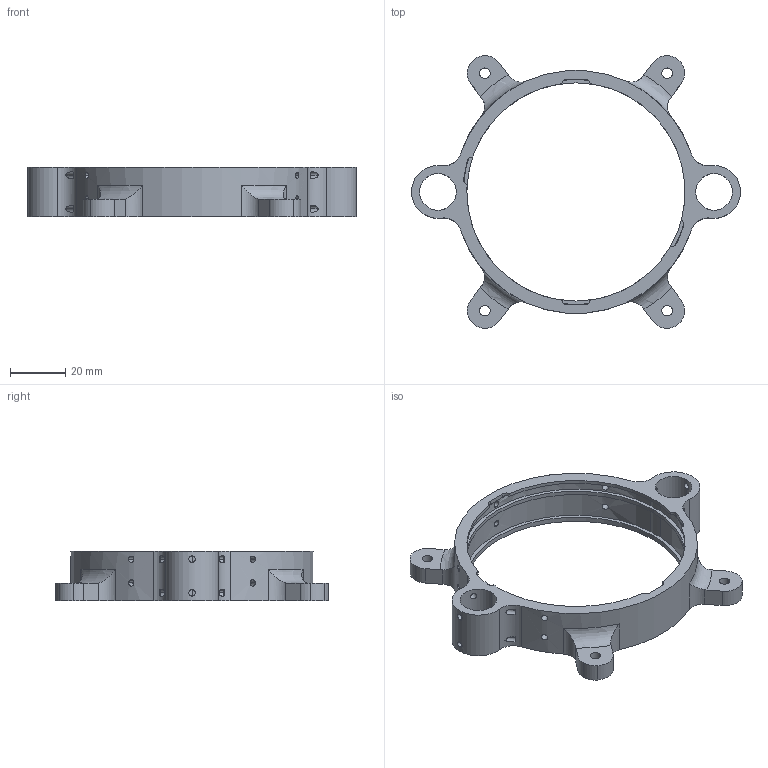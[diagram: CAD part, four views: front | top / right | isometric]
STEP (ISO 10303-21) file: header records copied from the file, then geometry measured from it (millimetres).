
FILE_DESCRIPTION (( 'STEP AP214' ), '1' );
FILE_NAME ('P-800139-44-091019-Motor-Mount.STEP', '2024-03-07T19:42:09', ( '' ), ( '' ), 'SwSTEP 2.0', 'SolidWorks 2023', '' );
FILE_SCHEMA (( 'AUTOMOTIVE_DESIGN' ));
Length unit declared in the file: inch
Products named in the file (1): P-800139-44-091019-Motor-Mount
Bounding box: 118.62 x 98.33 x 18 mm (x, y, z)
Volume: 26167.5 mm3; surface area: 18693 mm2
Topology: 1 solids, 1 shells, 158 faces, 461 edges, 302 vertices
Faces by surface type: cylinder 113, plane 41, torus 4
Entity records: 6830 total; most frequent: CARTESIAN_POINT 2548, ORIENTED_EDGE 922, DIRECTION 849, EDGE_CURVE 461, AXIS2_PLACEMENT_3D 335, VERTEX_POINT 302, EDGE_LOOP 213, LINE 179
